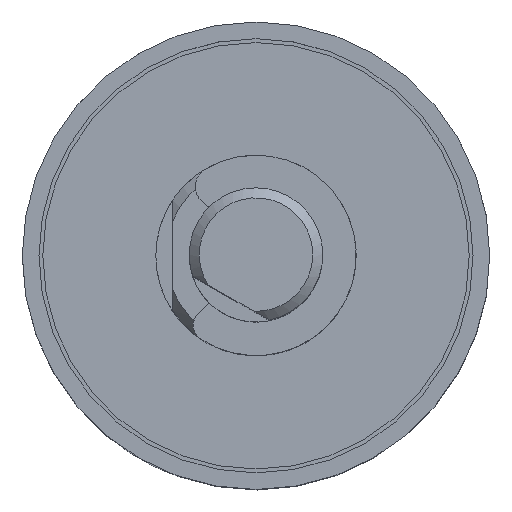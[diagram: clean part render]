
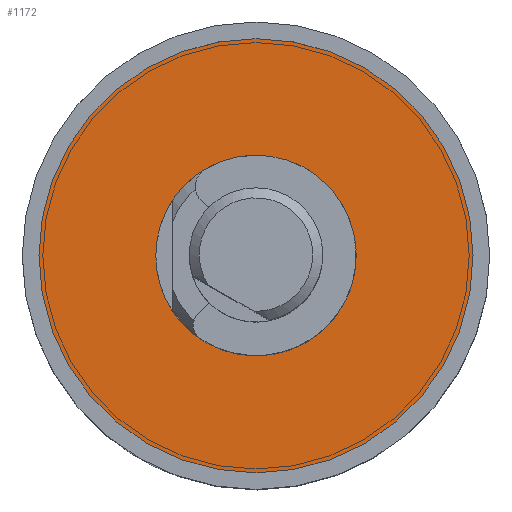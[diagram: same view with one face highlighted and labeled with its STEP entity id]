
A CAD part, top view. The second image highlights one B-rep face of the part: STEP entity #1172.
In plain terms, the highlighted planar face has unit normal (0, 0, 1).
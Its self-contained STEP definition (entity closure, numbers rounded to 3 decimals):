
#207 = AXIS2_PLACEMENT_3D ( 'NONE', #6236, #6918, #4240 ) ;
#396 = EDGE_LOOP ( 'NONE', ( #8130 ) ) ;
#424 = CIRCLE ( 'NONE', #4177, 6.5 ) ;
#1096 = DIRECTION ( 'NONE',  ( 1., 0., 0. ) ) ;
#1172 = ADVANCED_FACE ( 'NONE', ( #1341, #8569 ), #1445, .T. ) ;
#1211 = EDGE_CURVE ( 'NONE', #2851, #2851, #8138, .T. ) ;
#1341 = FACE_BOUND ( 'NONE', #396, .T. ) ;
#1445 = PLANE ( 'NONE',  #3457 ) ;
#2012 = DIRECTION ( 'NONE',  ( 1., 0., 0. ) ) ;
#2771 = CARTESIAN_POINT ( 'NONE',  ( 3., 0., 0.5 ) ) ;
#2851 = VERTEX_POINT ( 'NONE', #5282 ) ;
#3457 = AXIS2_PLACEMENT_3D ( 'NONE', #2771, #7747, #2012 ) ;
#4177 = AXIS2_PLACEMENT_3D ( 'NONE', #5265, #5879, #1096 ) ;
#4240 = DIRECTION ( 'NONE',  ( -1., 0., 0. ) ) ;
#4634 = EDGE_LOOP ( 'NONE', ( #8941 ) ) ;
#5134 = VERTEX_POINT ( 'NONE', #8059 ) ;
#5265 = CARTESIAN_POINT ( 'NONE',  ( 0., 0., 0.5 ) ) ;
#5282 = CARTESIAN_POINT ( 'NONE',  ( -3., 0., 0.5 ) ) ;
#5402 = EDGE_CURVE ( 'NONE', #5134, #5134, #424, .T. ) ;
#5879 = DIRECTION ( 'NONE',  ( 0., 0., 1. ) ) ;
#6236 = CARTESIAN_POINT ( 'NONE',  ( 0., 0., 0.5 ) ) ;
#6918 = DIRECTION ( 'NONE',  ( 0., 0., -1. ) ) ;
#7747 = DIRECTION ( 'NONE',  ( 0., 0., 1. ) ) ;
#8059 = CARTESIAN_POINT ( 'NONE',  ( 6.5, 0., 0.5 ) ) ;
#8130 = ORIENTED_EDGE ( 'NONE', *, *, #1211, .T. ) ;
#8138 = CIRCLE ( 'NONE', #207, 3. ) ;
#8569 = FACE_OUTER_BOUND ( 'NONE', #4634, .T. ) ;
#8941 = ORIENTED_EDGE ( 'NONE', *, *, #5402, .T. ) ;
